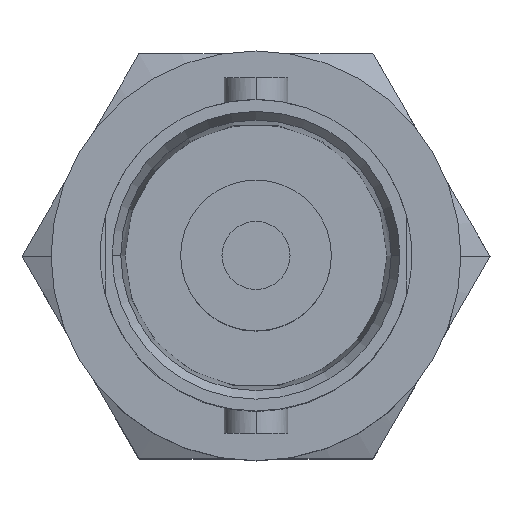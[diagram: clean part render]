
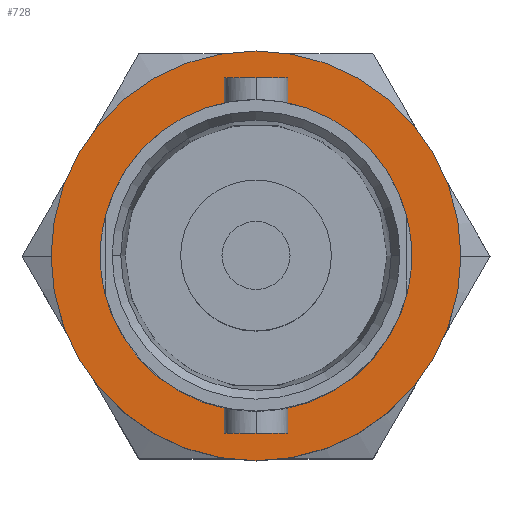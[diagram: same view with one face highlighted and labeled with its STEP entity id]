
A CAD part, top view. The second image highlights one B-rep face of the part: STEP entity #728.
In plain terms, the highlighted free-form (B-spline) face has degree [1, 1] with [4, 2] control points.
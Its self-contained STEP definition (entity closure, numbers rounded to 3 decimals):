
#50 = CIRCLE ( 'NONE', #1995, 4.826 ) ;
#84 = EDGE_CURVE ( 'NONE', #904, #2155, #549, .T. ) ;
#100 = EDGE_CURVE ( 'NONE', #2173, #2174, #572, .T. ) ;
#122 = EDGE_CURVE ( 'NONE', #2155, #904, #1781, .T. ) ;
#249 = EDGE_LOOP ( 'NONE', ( #856, #858 ) ) ;
#303 = B_SPLINE_SURFACE_WITH_KNOTS ( 'NONE', 1, 1, ( 
 ( #1170, #1169 ),
 ( #1168, #1172 ),
 ( #1173, #1174 ),
 ( #1175, #1176 ) ),
 .UNSPECIFIED., .F., .F., .F.,
 ( 2, 1, 1, 2 ),
 ( 2, 2 ),
 ( -0.006, 0., 1., 1.006 ),
 ( 0., 1. ),
 .UNSPECIFIED. ) ;
#369 = CARTESIAN_POINT ( 'NONE',  ( 0., 0., -10.795 ) ) ;
#370 = DIRECTION ( 'NONE',  ( 0., 0., -1. ) ) ;
#371 = DIRECTION ( 'NONE',  ( -1., 0., 0. ) ) ;
#511 = EDGE_LOOP ( 'NONE', ( #853, #854 ) ) ;
#549 = CIRCLE ( 'NONE', #2291, 6.35 ) ;
#572 = CIRCLE ( 'NONE', #2297, 4.826 ) ;
#728 = ADVANCED_FACE ( 'NONE', ( #1736, #1742 ), #303, .T. ) ;
#853 = ORIENTED_EDGE ( 'NONE', *, *, #100, .T. ) ;
#854 = ORIENTED_EDGE ( 'NONE', *, *, #2142, .T. ) ;
#856 = ORIENTED_EDGE ( 'NONE', *, *, #84, .F. ) ;
#858 = ORIENTED_EDGE ( 'NONE', *, *, #122, .F. ) ;
#904 = VERTEX_POINT ( 'NONE', #1258 ) ;
#1168 = CARTESIAN_POINT ( 'NONE',  ( -6.35, -6.448, -10.795 ) ) ;
#1169 = CARTESIAN_POINT ( 'NONE',  ( -6.426, 6.448, -10.795 ) ) ;
#1170 = CARTESIAN_POINT ( 'NONE',  ( -6.426, -6.448, -10.795 ) ) ;
#1172 = CARTESIAN_POINT ( 'NONE',  ( -6.35, 6.448, -10.795 ) ) ;
#1173 = CARTESIAN_POINT ( 'NONE',  ( 6.35, -6.448, -10.795 ) ) ;
#1174 = CARTESIAN_POINT ( 'NONE',  ( 6.35, 6.448, -10.795 ) ) ;
#1175 = CARTESIAN_POINT ( 'NONE',  ( 6.426, -6.448, -10.795 ) ) ;
#1176 = CARTESIAN_POINT ( 'NONE',  ( 6.426, 6.448, -10.795 ) ) ;
#1258 = CARTESIAN_POINT ( 'NONE',  ( -6.35, 0., -10.795 ) ) ;
#1304 = CARTESIAN_POINT ( 'NONE',  ( 0., 0., -10.795 ) ) ;
#1305 = DIRECTION ( 'NONE',  ( 0., 0., -1. ) ) ;
#1306 = DIRECTION ( 'NONE',  ( -1., 0., 0. ) ) ;
#1387 = CARTESIAN_POINT ( 'NONE',  ( 0., 0., -10.795 ) ) ;
#1388 = DIRECTION ( 'NONE',  ( 0., 0., -1. ) ) ;
#1390 = DIRECTION ( 'NONE',  ( -1., 0., 0. ) ) ;
#1403 = CARTESIAN_POINT ( 'NONE',  ( 0., 0., -10.795 ) ) ;
#1404 = DIRECTION ( 'NONE',  ( 0., 0., -1. ) ) ;
#1405 = DIRECTION ( 'NONE',  ( -1., 0., 0. ) ) ;
#1417 = CARTESIAN_POINT ( 'NONE',  ( 6.35, 0., -10.795 ) ) ;
#1455 = CARTESIAN_POINT ( 'NONE',  ( -4.826, 0., -10.795 ) ) ;
#1456 = CARTESIAN_POINT ( 'NONE',  ( 4.826, 0., -10.795 ) ) ;
#1736 = FACE_BOUND ( 'NONE', #511, .T. ) ;
#1742 = FACE_OUTER_BOUND ( 'NONE', #249, .T. ) ;
#1781 = CIRCLE ( 'NONE', #2304, 6.35 ) ;
#1995 = AXIS2_PLACEMENT_3D ( 'NONE', #1403, #1404, #1405 ) ;
#2142 = EDGE_CURVE ( 'NONE', #2174, #2173, #50, .T. ) ;
#2155 = VERTEX_POINT ( 'NONE', #1417 ) ;
#2173 = VERTEX_POINT ( 'NONE', #1455 ) ;
#2174 = VERTEX_POINT ( 'NONE', #1456 ) ;
#2291 = AXIS2_PLACEMENT_3D ( 'NONE', #1304, #1305, #1306 ) ;
#2297 = AXIS2_PLACEMENT_3D ( 'NONE', #1387, #1388, #1390 ) ;
#2304 = AXIS2_PLACEMENT_3D ( 'NONE', #369, #370, #371 ) ;
